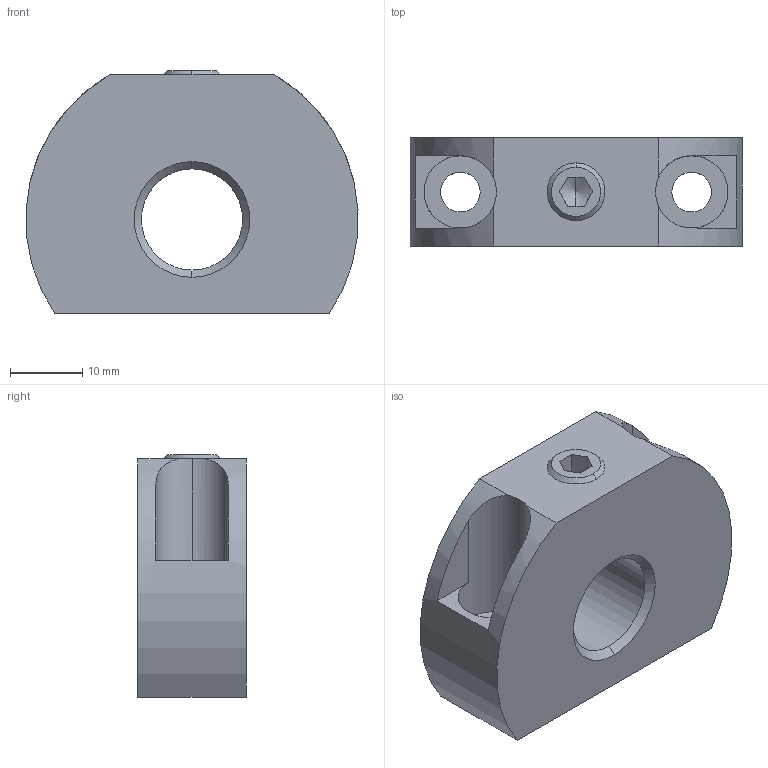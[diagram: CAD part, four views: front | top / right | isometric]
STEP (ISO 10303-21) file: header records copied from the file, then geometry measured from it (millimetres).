
FILE_DESCRIPTION(('STEP AP214'),'1');
FILE_NAME(' ',' ',('TraceParts'),('TraceParts S.A.'),'XStep 1.0',' ',' ');
FILE_SCHEMA(('automotive_design'));
Length unit declared in the file: millimetre
Products named in the file (1): 1
Bounding box: 45.91 x 15 x 33.6 mm (x, y, z)
Volume: 14392.8 mm3; surface area: 6375.8 mm2
Topology: 1 solids, 1 shells, 44 faces, 123 edges, 82 vertices
Faces by surface type: plane 20, cylinder 14, cone 10
Entity records: 2931 total; most frequent: CARTESIAN_POINT 382, DIRECTION 250, STYLED_ITEM 248, PRESENTATION_STYLE_ASSIGNMENT 248, COLOUR_RGB 248, ORIENTED_EDGE 242, EDGE_CURVE 121, CURVE_STYLE 121
